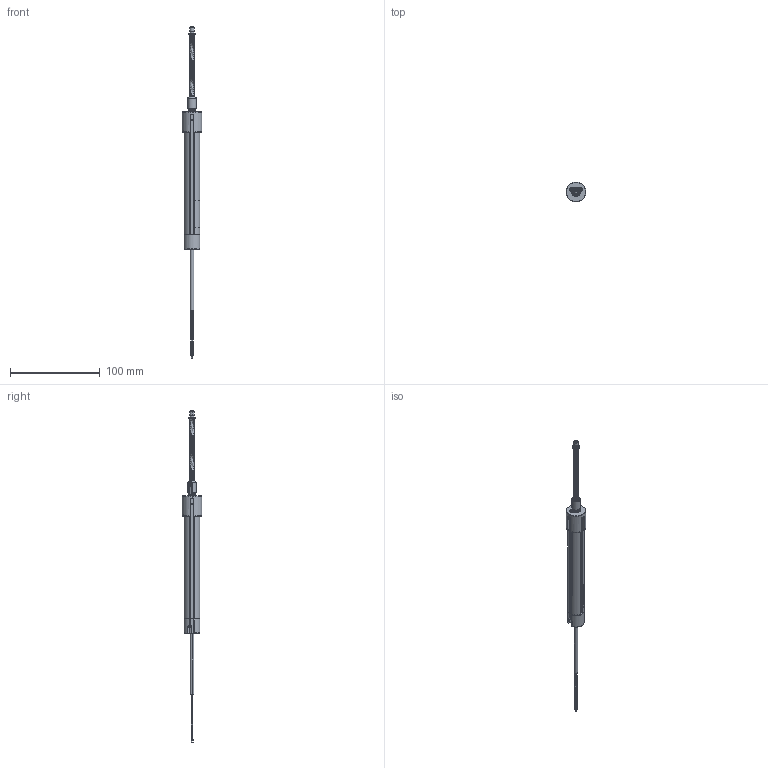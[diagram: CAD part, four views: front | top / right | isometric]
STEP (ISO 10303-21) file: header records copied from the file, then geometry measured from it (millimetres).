
FILE_DESCRIPTION (( 'STEP AP214' ), '1' );
FILE_NAME ('TEX-0100-428-002-302_retracted.STEP', '2014-07-07T09:17:01', ( 'dummy' ), ( 'Microsoft' ), 'SwSTEP 2.0', 'SolidWorks 2013', '' );
FILE_SCHEMA (( 'AUTOMOTIVE_DESIGN' ));
Length unit declared in the file: millimetre
Products named in the file (1): TEX-0100-428-002-302_retracted
Bounding box: 22 x 22 x 369.7 mm (x, y, z)
Surface area: 21837.1 mm2 (no closed solid volume)
Topology: 0 solids, 29 shells, 418 faces, 1606 edges, 1196 vertices
Faces by surface type: cylinder 159, plane 151, torus 48, cone 27, bspline 27, sphere 6
Entity records: 38233 total; most frequent: CARTESIAN_POINT 20409, DIRECTION 2901, ORIENTED_EDGE 2340, EDGE_CURVE 1603, VERTEX_POINT 1196, AXIS2_PLACEMENT_3D 1078, LINE 745, VECTOR 745
